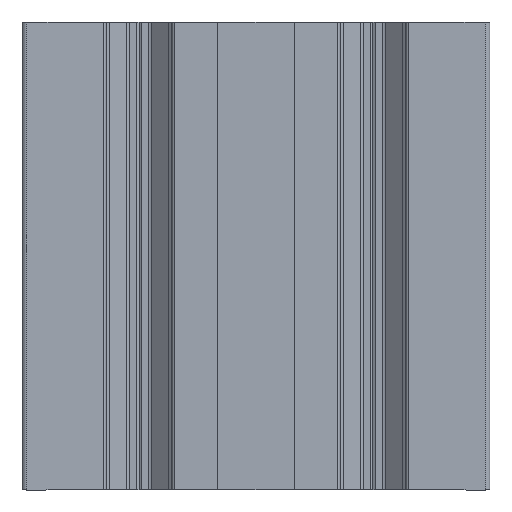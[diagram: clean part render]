
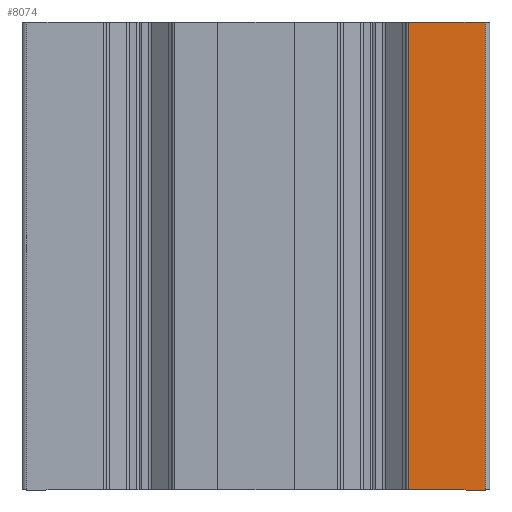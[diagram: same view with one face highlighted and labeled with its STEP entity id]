
A CAD part, front view. The second image highlights one B-rep face of the part: STEP entity #8074.
In plain terms, the highlighted planar face has unit normal (-0.014, -1, 0).
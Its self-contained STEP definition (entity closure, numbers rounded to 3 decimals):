
#124=PLANE('',#8883);
#420=FACE_OUTER_BOUND('',#852,.T.);
#852=EDGE_LOOP('',(#6732,#6733,#6734,#6735));
#1335=LINE('',#12454,#2179);
#1422=LINE('',#12763,#2266);
#1674=LINE('',#13523,#2518);
#1712=LINE('',#13589,#2556);
#2179=VECTOR('',#9816,16.445);
#2266=VECTOR('',#10075,16.445);
#2518=VECTOR('',#10777,100.);
#2556=VECTOR('',#10871,100.);
#3579=VERTEX_POINT('',#12451);
#3580=VERTEX_POINT('',#12453);
#3715=VERTEX_POINT('',#12760);
#3716=VERTEX_POINT('',#12762);
#4432=EDGE_CURVE('',#3579,#3580,#1335,.T.);
#4587=EDGE_CURVE('',#3715,#3716,#1422,.T.);
#4970=EDGE_CURVE('',#3716,#3579,#1674,.T.);
#5008=EDGE_CURVE('',#3580,#3715,#1712,.T.);
#6732=ORIENTED_EDGE('',*,*,#4970,.F.);
#6733=ORIENTED_EDGE('',*,*,#4587,.F.);
#6734=ORIENTED_EDGE('',*,*,#5008,.F.);
#6735=ORIENTED_EDGE('',*,*,#4432,.F.);
#8074=ADVANCED_FACE('',(#420),#124,.F.);
#8883=AXIS2_PLACEMENT_3D('',#13588,#10869,#10870);
#9816=DIRECTION('',(1.,-0.014,0.));
#10075=DIRECTION('',(-1.,0.014,0.));
#10777=DIRECTION('',(0.,0.,1.));
#10869=DIRECTION('center_axis',(0.014,1.,0.));
#10870=DIRECTION('ref_axis',(0.,0.,-1.));
#10871=DIRECTION('',(0.,0.,-1.));
#12451=CARTESIAN_POINT('',(32.543,-49.77,100.));
#12453=CARTESIAN_POINT('',(48.986,-50.,100.));
#12454=CARTESIAN_POINT('',(24.149,-49.653,100.));
#12760=CARTESIAN_POINT('',(48.986,-50.,0.));
#12762=CARTESIAN_POINT('',(32.543,-49.77,0.));
#12763=CARTESIAN_POINT('',(24.149,-49.653,0.));
#13523=CARTESIAN_POINT('',(32.543,-49.77,100.));
#13588=CARTESIAN_POINT('Origin',(48.986,-50.,100.));
#13589=CARTESIAN_POINT('',(48.986,-50.,100.));
